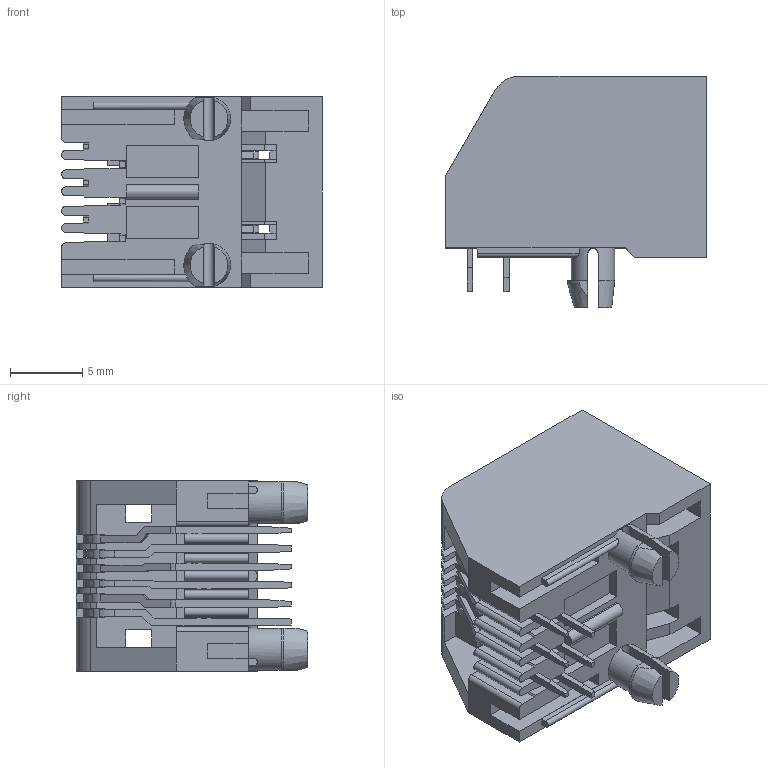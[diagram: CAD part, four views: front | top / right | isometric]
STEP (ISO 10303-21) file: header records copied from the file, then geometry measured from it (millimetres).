
FILE_DESCRIPTION((''),'2;1');
FILE_NAME('YZ3P0209_10225166A004_5722_6P6C','2020-03-06T17:21:00',('Administrator'),(''),'CREO PARAMETRIC BY PTC INC, 2018400','CREO PARAMETRIC BY PTC INC, 2018400','');
FILE_SCHEMA(('CONFIG_CONTROL_DESIGN'));
Length unit declared in the file: millimetre
Products named in the file (1): YZ3P0209_10225166A004_5722_6P6C
Bounding box: 18.1 x 16.07 x 13.21 mm (x, y, z)
Volume: 1318.7 mm3; surface area: 2752.9 mm2
Topology: 1 solids, 1 shells, 691 faces, 2091 edges, 1383 vertices
Faces by surface type: plane 584, cylinder 103, cone 4
Entity records: 23386 total; most frequent: CARTESIAN_POINT 4398, ORIENTED_EDGE 4182, DIRECTION 3657, EDGE_CURVE 2091, VECTOR 1847, LINE 1847, VERTEX_POINT 1383, AXIS2_PLACEMENT_3D 905
